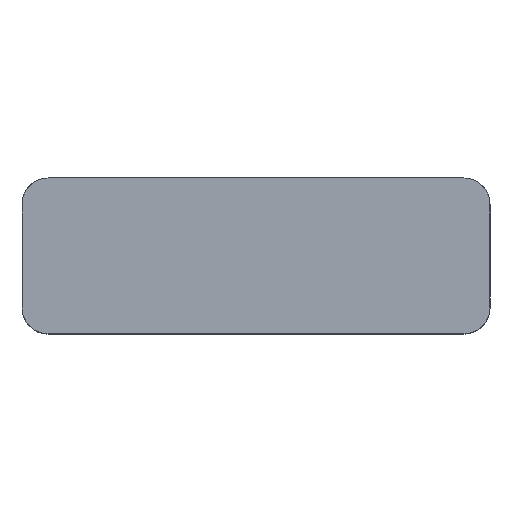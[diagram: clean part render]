
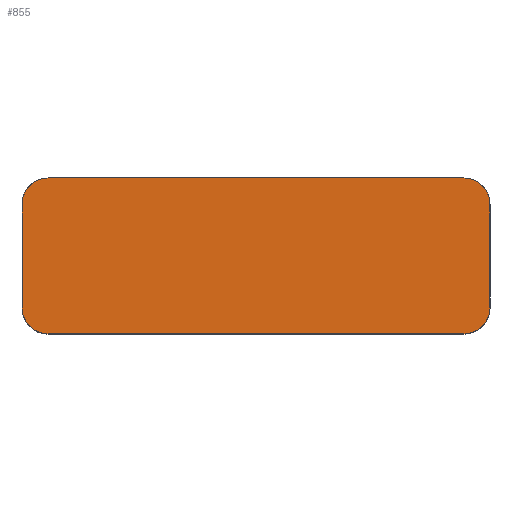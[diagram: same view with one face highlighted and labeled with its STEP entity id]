
A CAD part, top view. The second image highlights one B-rep face of the part: STEP entity #855.
In plain terms, the highlighted planar face has unit normal (0, 0, 1).
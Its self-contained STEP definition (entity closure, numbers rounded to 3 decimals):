
#8 = VECTOR ( 'NONE', #204, 1000. ) ;
#40 = CIRCLE ( 'NONE', #154, 2.5 ) ;
#43 = VECTOR ( 'NONE', #507, 1000. ) ;
#57 = EDGE_CURVE ( 'NONE', #796, #89, #922, .T. ) ;
#62 = CARTESIAN_POINT ( 'NONE',  ( 20., 7.5, 10. ) ) ;
#89 = VERTEX_POINT ( 'NONE', #62 ) ;
#110 = CARTESIAN_POINT ( 'NONE',  ( 20., -5., 10. ) ) ;
#115 = CARTESIAN_POINT ( 'NONE',  ( -20., -5., 10. ) ) ;
#154 = AXIS2_PLACEMENT_3D ( 'NONE', #115, #947, #217 ) ;
#192 = ORIENTED_EDGE ( 'NONE', *, *, #649, .T. ) ;
#204 = DIRECTION ( 'NONE',  ( 0., -1., 0. ) ) ;
#213 = DIRECTION ( 'NONE',  ( 0., 0., 1. ) ) ;
#217 = DIRECTION ( 'NONE',  ( 1., 0., 0. ) ) ;
#220 = VERTEX_POINT ( 'NONE', #498 ) ;
#226 = AXIS2_PLACEMENT_3D ( 'NONE', #110, #1323, #475 ) ;
#261 = CIRCLE ( 'NONE', #226, 2.5 ) ;
#305 = CARTESIAN_POINT ( 'NONE',  ( -22.5, 5., 10. ) ) ;
#359 = AXIS2_PLACEMENT_3D ( 'NONE', #904, #522, #951 ) ;
#375 = AXIS2_PLACEMENT_3D ( 'NONE', #945, #213, #839 ) ;
#389 = CIRCLE ( 'NONE', #375, 2.5 ) ;
#398 = ORIENTED_EDGE ( 'NONE', *, *, #1239, .T. ) ;
#407 = ORIENTED_EDGE ( 'NONE', *, *, #1361, .T. ) ;
#475 = DIRECTION ( 'NONE',  ( 1., 0., 0. ) ) ;
#498 = CARTESIAN_POINT ( 'NONE',  ( -20., -7.5, 10. ) ) ;
#507 = DIRECTION ( 'NONE',  ( 1., 0., 0. ) ) ;
#520 = ORIENTED_EDGE ( 'NONE', *, *, #57, .T. ) ;
#522 = DIRECTION ( 'NONE',  ( 0., 0., 1. ) ) ;
#541 = VERTEX_POINT ( 'NONE', #982 ) ;
#589 = VERTEX_POINT ( 'NONE', #873 ) ;
#649 = EDGE_CURVE ( 'NONE', #1179, #796, #1161, .T. ) ;
#702 = DIRECTION ( 'NONE',  ( 0., 0., 1. ) ) ;
#716 = EDGE_CURVE ( 'NONE', #1195, #589, #389, .T. ) ;
#743 = EDGE_CURVE ( 'NONE', #220, #1327, #914, .T. ) ;
#774 = CARTESIAN_POINT ( 'NONE',  ( 20., 7.5, 10. ) ) ;
#777 = VECTOR ( 'NONE', #858, 1000. ) ;
#796 = VERTEX_POINT ( 'NONE', #1352 ) ;
#807 = LINE ( 'NONE', #305, #8 ) ;
#824 = CARTESIAN_POINT ( 'NONE',  ( 20., 5., 10. ) ) ;
#828 = EDGE_CURVE ( 'NONE', #589, #541, #807, .T. ) ;
#839 = DIRECTION ( 'NONE',  ( 1., 0., 0. ) ) ;
#855 = ADVANCED_FACE ( 'NONE', ( #1334 ), #928, .T. ) ;
#858 = DIRECTION ( 'NONE',  ( 0., 1., 0. ) ) ;
#873 = CARTESIAN_POINT ( 'NONE',  ( -22.5, 5., 10. ) ) ;
#892 = ORIENTED_EDGE ( 'NONE', *, *, #828, .T. ) ;
#904 = CARTESIAN_POINT ( 'NONE',  ( 20., 5., 10. ) ) ;
#914 = LINE ( 'NONE', #1355, #43 ) ;
#922 = CIRCLE ( 'NONE', #359, 2.5 ) ;
#928 = PLANE ( 'NONE',  #1007 ) ;
#945 = CARTESIAN_POINT ( 'NONE',  ( -20., 5., 10. ) ) ;
#947 = DIRECTION ( 'NONE',  ( 0., 0., 1. ) ) ;
#951 = DIRECTION ( 'NONE',  ( 1., 0., 0. ) ) ;
#965 = CARTESIAN_POINT ( 'NONE',  ( 22.5, -5., 10. ) ) ;
#982 = CARTESIAN_POINT ( 'NONE',  ( -22.5, -5., 10. ) ) ;
#1007 = AXIS2_PLACEMENT_3D ( 'NONE', #824, #702, #1340 ) ;
#1038 = ORIENTED_EDGE ( 'NONE', *, *, #716, .T. ) ;
#1075 = CARTESIAN_POINT ( 'NONE',  ( 22.5, -5., 10. ) ) ;
#1144 = ORIENTED_EDGE ( 'NONE', *, *, #743, .T. ) ;
#1161 = LINE ( 'NONE', #965, #777 ) ;
#1176 = CARTESIAN_POINT ( 'NONE',  ( -20., 7.5, 10. ) ) ;
#1179 = VERTEX_POINT ( 'NONE', #1075 ) ;
#1195 = VERTEX_POINT ( 'NONE', #1176 ) ;
#1231 = VECTOR ( 'NONE', #1295, 1000. ) ;
#1237 = EDGE_LOOP ( 'NONE', ( #520, #407, #1038, #892, #398, #1144, #1269, #192 ) ) ;
#1239 = EDGE_CURVE ( 'NONE', #541, #220, #40, .T. ) ;
#1256 = LINE ( 'NONE', #774, #1231 ) ;
#1263 = EDGE_CURVE ( 'NONE', #1327, #1179, #261, .T. ) ;
#1269 = ORIENTED_EDGE ( 'NONE', *, *, #1263, .T. ) ;
#1291 = CARTESIAN_POINT ( 'NONE',  ( 20., -7.5, 10. ) ) ;
#1295 = DIRECTION ( 'NONE',  ( -1., 0., 0. ) ) ;
#1323 = DIRECTION ( 'NONE',  ( 0., 0., 1. ) ) ;
#1327 = VERTEX_POINT ( 'NONE', #1291 ) ;
#1334 = FACE_OUTER_BOUND ( 'NONE', #1237, .T. ) ;
#1340 = DIRECTION ( 'NONE',  ( 1., 0., 0. ) ) ;
#1352 = CARTESIAN_POINT ( 'NONE',  ( 22.5, 5., 10. ) ) ;
#1355 = CARTESIAN_POINT ( 'NONE',  ( -20., -7.5, 10. ) ) ;
#1361 = EDGE_CURVE ( 'NONE', #89, #1195, #1256, .T. ) ;
